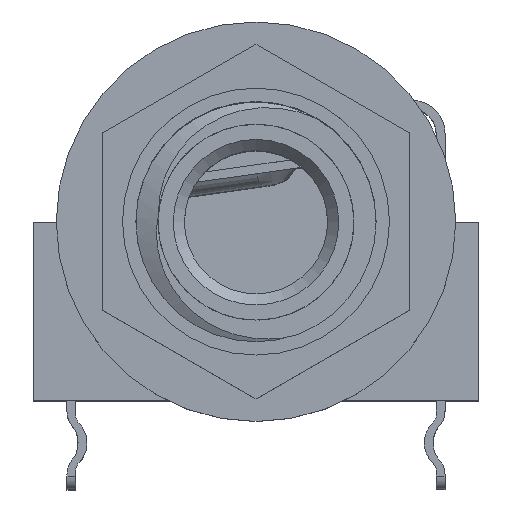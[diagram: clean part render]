
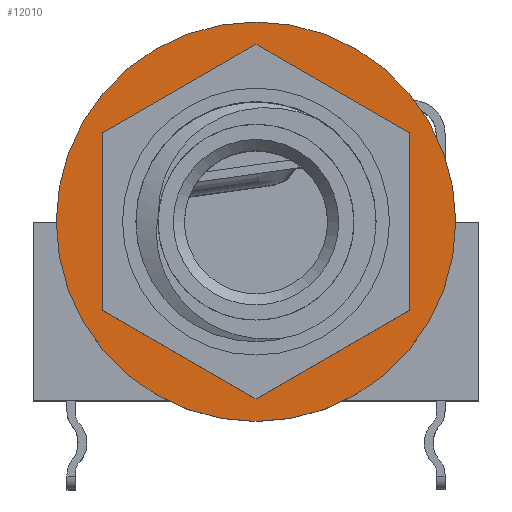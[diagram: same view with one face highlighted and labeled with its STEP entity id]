
A CAD part, top view. The second image highlights one B-rep face of the part: STEP entity #12010.
In plain terms, the highlighted planar face has unit normal (0, 0, 1).
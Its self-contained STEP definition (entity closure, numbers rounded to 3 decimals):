
#11778=CARTESIAN_POINT('',(-6.9,3.984,1.85));
#11779=VERTEX_POINT('',#11778);
#11786=CARTESIAN_POINT('',(-6.9,-3.984,1.85));
#11787=VERTEX_POINT('',#11786);
#11788=CARTESIAN_POINT('',(-6.9,-3.984,1.85));
#11789=DIRECTION('',(0.0,1.0,0.0));
#11790=VECTOR('',#11789,7.967);
#11791=LINE('',#11788,#11790);
#11792=EDGE_CURVE('',#11787,#11779,#11791,.T.);
#11816=CARTESIAN_POINT('',(0.,7.967,1.85));
#11817=VERTEX_POINT('',#11816);
#11824=CARTESIAN_POINT('',(-6.9,3.984,1.85));
#11825=DIRECTION('',(0.866,0.5,0.0));
#11826=VECTOR('',#11825,7.967);
#11827=LINE('',#11824,#11826);
#11828=EDGE_CURVE('',#11779,#11817,#11827,.T.);
#11847=CARTESIAN_POINT('',(6.9,3.984,1.85));
#11848=VERTEX_POINT('',#11847);
#11855=CARTESIAN_POINT('',(0.,7.967,1.85));
#11856=DIRECTION('',(0.866,-0.5,0.0));
#11857=VECTOR('',#11856,7.967);
#11858=LINE('',#11855,#11857);
#11859=EDGE_CURVE('',#11817,#11848,#11858,.T.);
#11878=CARTESIAN_POINT('',(6.9,-3.984,1.85));
#11879=VERTEX_POINT('',#11878);
#11886=CARTESIAN_POINT('',(6.9,3.984,1.85));
#11887=DIRECTION('',(0.0,-1.0,0.0));
#11888=VECTOR('',#11887,7.967);
#11889=LINE('',#11886,#11888);
#11890=EDGE_CURVE('',#11848,#11879,#11889,.T.);
#11909=CARTESIAN_POINT('',(0.,-7.967,1.85));
#11910=VERTEX_POINT('',#11909);
#11917=CARTESIAN_POINT('',(6.9,-3.984,1.85));
#11918=DIRECTION('',(-0.866,-0.5,0.0));
#11919=VECTOR('',#11918,7.967);
#11920=LINE('',#11917,#11919);
#11921=EDGE_CURVE('',#11879,#11910,#11920,.T.);
#11939=CARTESIAN_POINT('',(0.,-7.967,1.85));
#11940=DIRECTION('',(-0.866,0.5,0.0));
#11941=VECTOR('',#11940,7.967);
#11942=LINE('',#11939,#11941);
#11943=EDGE_CURVE('',#11910,#11787,#11942,.T.);
#11971=CARTESIAN_POINT('',(8.98,0.,1.85));
#11972=VERTEX_POINT('',#11971);
#11973=CARTESIAN_POINT('',(0.0,0.0,1.85));
#11974=DIRECTION('',(0.0,0.0,-1.0));
#11975=DIRECTION('',(-1.0,0.0,0.0));
#11976=AXIS2_PLACEMENT_3D('',#11973,#11974,#11975);
#11977=CIRCLE('',#11976,8.98);
#11978=EDGE_CURVE('',#11972,#11972,#11977,.T.);
#11994=CARTESIAN_POINT('',(0.0,0.0,1.85));
#11995=DIRECTION('',(0.0,0.0,-1.0));
#11996=DIRECTION('',(-1.0,0.0,0.0));
#11997=AXIS2_PLACEMENT_3D('',#11994,#11995,#11996);
#11998=PLANE('',#11997);
#11999=ORIENTED_EDGE('',*,*,#11978,.F.);
#12000=EDGE_LOOP('',(#11999));
#12001=FACE_OUTER_BOUND('',#12000,.T.);
#12002=ORIENTED_EDGE('',*,*,#11792,.T.);
#12003=ORIENTED_EDGE('',*,*,#11828,.T.);
#12004=ORIENTED_EDGE('',*,*,#11859,.T.);
#12005=ORIENTED_EDGE('',*,*,#11890,.T.);
#12006=ORIENTED_EDGE('',*,*,#11921,.T.);
#12007=ORIENTED_EDGE('',*,*,#11943,.T.);
#12008=EDGE_LOOP('',(#12002,#12003,#12004,#12005,#12006,#12007));
#12009=FACE_BOUND('',#12008,.T.);
#12010=ADVANCED_FACE('',(#12001,#12009),#11998,.F.);
